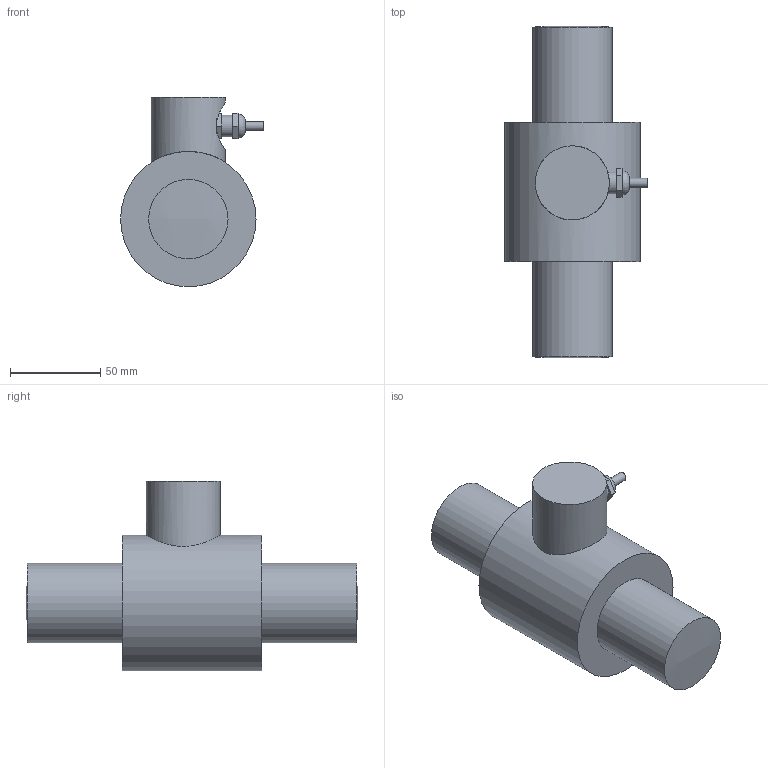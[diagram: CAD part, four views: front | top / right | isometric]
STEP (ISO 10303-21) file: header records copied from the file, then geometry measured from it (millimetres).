
FILE_DESCRIPTION(/* description */ (''),/* implementation_level */ '2;1');
FILE_NAME(/* name */ '106ES-(50-100)klb v2.step',/* time_stamp */ '2020-01-29T15:45:41-08:00',/* author */ (''),/* organization */ (''),/* preprocessor_version */ 'ST-DEVELOPER v18',/* originating_system */ 'Autodesk Translation Framework v8.12.0.6',/* authorisation */ '');
FILE_SCHEMA (('AUTOMOTIVE_DESIGN { 1 0 10303 214 3 1 1 }'));
Length unit declared in the file: inch
Products named in the file (2): 106ES-(50-100)klb; Connector
Assembly tree (1 placements, depth 2):
  106ES-(50-100)klb
    Connector
Bounding box: 79 x 183.72 x 104.93 mm (x, y, z)
Volume: 541859.4 mm3; surface area: 47472.9 mm2
Topology: 2 solids, 2 shells, 37 faces, 79 edges, 55 vertices
Faces by surface type: plane 23, cylinder 10, sphere 2, bspline 1, cone 1
Full cylindrical faces by diameter (mm): 5.1 x1, 10 x1, 12 x2, 13 x1, 26.6 x1, 41 x1, 43.942 x2, 74.93 x1
Entity records: 1200 total; most frequent: CARTESIAN_POINT 315, DIRECTION 181, ORIENTED_EDGE 156, EDGE_CURVE 78, AXIS2_PLACEMENT_3D 67, VERTEX_POINT 55, EDGE_LOOP 47, LINE 47
